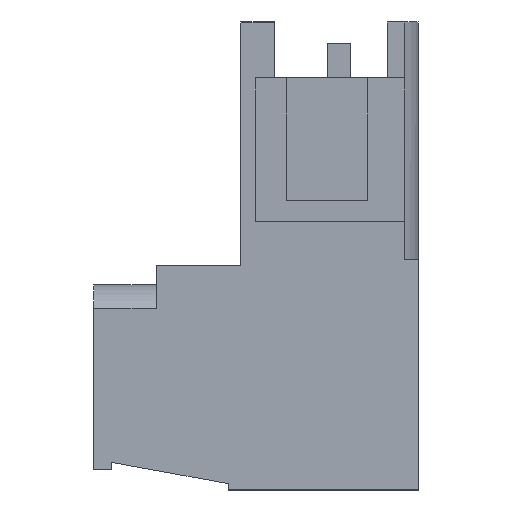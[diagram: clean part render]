
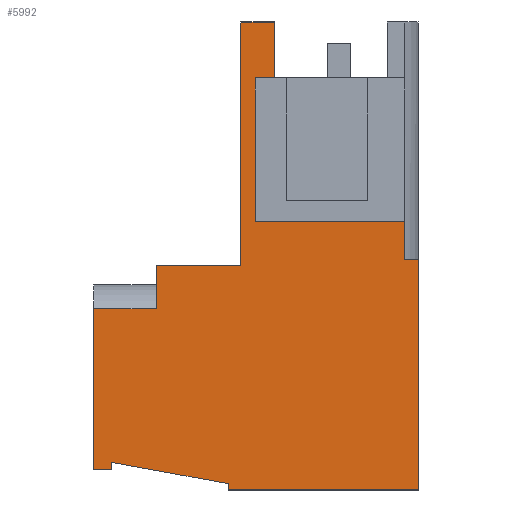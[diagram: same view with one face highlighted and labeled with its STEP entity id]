
A CAD part, left-side view. The second image highlights one B-rep face of the part: STEP entity #5992.
In plain terms, the highlighted planar face has unit normal (-1, 0, 0).
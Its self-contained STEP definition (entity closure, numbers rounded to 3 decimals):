
#2990=AXIS2_PLACEMENT_3D('Plane Axis2P3D',#2987,#2988,#2989) ;
#2972=CARTESIAN_POINT('Vertex',(0.98,6.785,19.415)) ;
#2987=CARTESIAN_POINT('Axis2P3D Location',(0.98,3.66,22.05)) ;
#3092=CARTESIAN_POINT('Vertex',(0.98,0.65,12.635)) ;
#3095=CARTESIAN_POINT('Line Origine',(0.98,0.65,11.743)) ;
#3099=CARTESIAN_POINT('Vertex',(0.98,0.65,10.85)) ;
#3157=CARTESIAN_POINT('Vertex',(0.98,6.785,22.05)) ;
#3160=CARTESIAN_POINT('Line Origine',(0.98,6.785,20.732)) ;
#4071=CARTESIAN_POINT('Line Origine',(0.98,7.23,19.415)) ;
#4075=CARTESIAN_POINT('Vertex',(0.98,7.675,19.415)) ;
#5771=CARTESIAN_POINT('Line Origine',(0.98,0.325,10.85)) ;
#5775=CARTESIAN_POINT('Vertex',(0.98,0.,10.85)) ;
#5870=CARTESIAN_POINT('Vertex',(0.98,7.675,12.635)) ;
#5873=CARTESIAN_POINT('Line Origine',(0.98,4.163,12.635)) ;
#5885=CARTESIAN_POINT('Line Origine',(0.98,7.675,16.025)) ;
#5890=CARTESIAN_POINT('Line Origine',(0.98,7.575,22.05)) ;
#5894=CARTESIAN_POINT('Vertex',(0.98,8.365,22.05)) ;
#5897=CARTESIAN_POINT('Line Origine',(0.98,8.365,16.318)) ;
#5901=CARTESIAN_POINT('Vertex',(0.98,8.365,10.586)) ;
#5904=CARTESIAN_POINT('Line Origine',(0.98,10.358,10.586)) ;
#5908=CARTESIAN_POINT('Vertex',(0.98,12.35,10.586)) ;
#5911=CARTESIAN_POINT('Line Origine',(0.98,12.35,9.568)) ;
#5915=CARTESIAN_POINT('Vertex',(0.98,12.35,8.55)) ;
#5918=CARTESIAN_POINT('Line Origine',(0.98,13.825,8.55)) ;
#5922=CARTESIAN_POINT('Vertex',(0.98,15.3,8.55)) ;
#5925=CARTESIAN_POINT('Line Origine',(0.98,15.3,4.75)) ;
#5929=CARTESIAN_POINT('Vertex',(0.98,15.3,0.95)) ;
#5932=CARTESIAN_POINT('Line Origine',(0.98,14.875,0.95)) ;
#5936=CARTESIAN_POINT('Vertex',(0.98,14.45,0.95)) ;
#5939=CARTESIAN_POINT('Line Origine',(0.98,14.45,1.127)) ;
#5943=CARTESIAN_POINT('Vertex',(0.98,14.45,1.303)) ;
#5946=CARTESIAN_POINT('Line Origine',(0.98,11.705,0.801)) ;
#5950=CARTESIAN_POINT('Vertex',(0.98,8.961,0.299)) ;
#5953=CARTESIAN_POINT('Line Origine',(0.98,8.961,0.149)) ;
#5957=CARTESIAN_POINT('Vertex',(0.98,8.961,0.)) ;
#5960=CARTESIAN_POINT('Line Origine',(0.98,4.48,0.)) ;
#5964=CARTESIAN_POINT('Vertex',(0.98,0.,0.)) ;
#5967=CARTESIAN_POINT('Line Origine',(0.98,0.,5.425)) ;
#2988=DIRECTION('Axis2P3D Direction',(1.,0.,0.)) ;
#2989=DIRECTION('Axis2P3D XDirection',(0.,1.,0.)) ;
#3096=DIRECTION('Vector Direction',(0.,0.,-1.)) ;
#3161=DIRECTION('Vector Direction',(0.,0.,1.)) ;
#4072=DIRECTION('Vector Direction',(0.,-1.,0.)) ;
#5772=DIRECTION('Vector Direction',(0.,-1.,0.)) ;
#5874=DIRECTION('Vector Direction',(0.,-1.,0.)) ;
#5886=DIRECTION('Vector Direction',(0.,0.,-1.)) ;
#5891=DIRECTION('Vector Direction',(0.,-1.,0.)) ;
#5898=DIRECTION('Vector Direction',(0.,0.,-1.)) ;
#5905=DIRECTION('Vector Direction',(0.,-1.,0.)) ;
#5912=DIRECTION('Vector Direction',(0.,0.,1.)) ;
#5919=DIRECTION('Vector Direction',(0.,-1.,0.)) ;
#5926=DIRECTION('Vector Direction',(0.,0.,1.)) ;
#5933=DIRECTION('Vector Direction',(0.,1.,0.)) ;
#5940=DIRECTION('Vector Direction',(0.,0.,-1.)) ;
#5947=DIRECTION('Vector Direction',(0.,-0.984,-0.18)) ;
#5954=DIRECTION('Vector Direction',(0.,0.,-1.)) ;
#5961=DIRECTION('Vector Direction',(0.,-1.,0.)) ;
#5968=DIRECTION('Vector Direction',(0.,0.,-1.)) ;
#3097=VECTOR('Line Direction',#3096,1.) ;
#3162=VECTOR('Line Direction',#3161,1.) ;
#4073=VECTOR('Line Direction',#4072,1.) ;
#5773=VECTOR('Line Direction',#5772,1.) ;
#5875=VECTOR('Line Direction',#5874,1.) ;
#5887=VECTOR('Line Direction',#5886,1.) ;
#5892=VECTOR('Line Direction',#5891,1.) ;
#5899=VECTOR('Line Direction',#5898,1.) ;
#5906=VECTOR('Line Direction',#5905,1.) ;
#5913=VECTOR('Line Direction',#5912,1.) ;
#5920=VECTOR('Line Direction',#5919,1.) ;
#5927=VECTOR('Line Direction',#5926,1.) ;
#5934=VECTOR('Line Direction',#5933,1.) ;
#5941=VECTOR('Line Direction',#5940,1.) ;
#5948=VECTOR('Line Direction',#5947,1.) ;
#5955=VECTOR('Line Direction',#5954,1.) ;
#5962=VECTOR('Line Direction',#5961,1.) ;
#5969=VECTOR('Line Direction',#5968,1.) ;
#5973=ORIENTED_EDGE('',*,*,#5877,.F.) ;
#5974=ORIENTED_EDGE('',*,*,#5889,.T.) ;
#5975=ORIENTED_EDGE('',*,*,#4077,.T.) ;
#5976=ORIENTED_EDGE('',*,*,#3164,.T.) ;
#5977=ORIENTED_EDGE('',*,*,#5896,.F.) ;
#5978=ORIENTED_EDGE('',*,*,#5903,.T.) ;
#5979=ORIENTED_EDGE('',*,*,#5910,.F.) ;
#5980=ORIENTED_EDGE('',*,*,#5917,.F.) ;
#5981=ORIENTED_EDGE('',*,*,#5924,.F.) ;
#5982=ORIENTED_EDGE('',*,*,#5931,.F.) ;
#5983=ORIENTED_EDGE('',*,*,#5938,.F.) ;
#5984=ORIENTED_EDGE('',*,*,#5945,.F.) ;
#5985=ORIENTED_EDGE('',*,*,#5952,.T.) ;
#5986=ORIENTED_EDGE('',*,*,#5959,.T.) ;
#5987=ORIENTED_EDGE('',*,*,#5966,.T.) ;
#5988=ORIENTED_EDGE('',*,*,#5971,.F.) ;
#5989=ORIENTED_EDGE('',*,*,#5777,.F.) ;
#5990=ORIENTED_EDGE('',*,*,#3101,.F.) ;
#5992=ADVANCED_FACE('HOUSING',(#5991),#2991,.F.) ;
#3101=EDGE_CURVE('',#3093,#3100,#3098,.T.) ;
#3164=EDGE_CURVE('',#2973,#3158,#3163,.T.) ;
#4077=EDGE_CURVE('',#4076,#2973,#4074,.T.) ;
#5777=EDGE_CURVE('',#3100,#5776,#5774,.T.) ;
#5877=EDGE_CURVE('',#5871,#3093,#5876,.T.) ;
#5889=EDGE_CURVE('',#5871,#4076,#5888,.F.) ;
#5896=EDGE_CURVE('',#5895,#3158,#5893,.T.) ;
#5903=EDGE_CURVE('',#5895,#5902,#5900,.T.) ;
#5910=EDGE_CURVE('',#5909,#5902,#5907,.T.) ;
#5917=EDGE_CURVE('',#5916,#5909,#5914,.T.) ;
#5924=EDGE_CURVE('',#5923,#5916,#5921,.T.) ;
#5931=EDGE_CURVE('',#5930,#5923,#5928,.T.) ;
#5938=EDGE_CURVE('',#5937,#5930,#5935,.T.) ;
#5945=EDGE_CURVE('',#5944,#5937,#5942,.T.) ;
#5952=EDGE_CURVE('',#5944,#5951,#5949,.T.) ;
#5959=EDGE_CURVE('',#5951,#5958,#5956,.T.) ;
#5966=EDGE_CURVE('',#5958,#5965,#5963,.T.) ;
#5971=EDGE_CURVE('',#5776,#5965,#5970,.T.) ;
#5972=EDGE_LOOP('',(#5973,#5974,#5975,#5976,#5977,#5978,#5979,#5980,#5981,#5982,#5983,#5984,#5985,#5986,#5987,#5988,#5989,#5990)) ;
#5991=FACE_OUTER_BOUND('',#5972,.T.) ;
#3098=LINE('Line',#3095,#3097) ;
#3163=LINE('Line',#3160,#3162) ;
#4074=LINE('Line',#4071,#4073) ;
#5774=LINE('Line',#5771,#5773) ;
#5876=LINE('Line',#5873,#5875) ;
#5888=LINE('Line',#5885,#5887) ;
#5893=LINE('Line',#5890,#5892) ;
#5900=LINE('Line',#5897,#5899) ;
#5907=LINE('Line',#5904,#5906) ;
#5914=LINE('Line',#5911,#5913) ;
#5921=LINE('Line',#5918,#5920) ;
#5928=LINE('Line',#5925,#5927) ;
#5935=LINE('Line',#5932,#5934) ;
#5942=LINE('Line',#5939,#5941) ;
#5949=LINE('Line',#5946,#5948) ;
#5956=LINE('Line',#5953,#5955) ;
#5963=LINE('Line',#5960,#5962) ;
#5970=LINE('Line',#5967,#5969) ;
#2991=PLANE('',#2990) ;
#2973=VERTEX_POINT('',#2972) ;
#3093=VERTEX_POINT('',#3092) ;
#3100=VERTEX_POINT('',#3099) ;
#3158=VERTEX_POINT('',#3157) ;
#4076=VERTEX_POINT('',#4075) ;
#5776=VERTEX_POINT('',#5775) ;
#5871=VERTEX_POINT('',#5870) ;
#5895=VERTEX_POINT('',#5894) ;
#5902=VERTEX_POINT('',#5901) ;
#5909=VERTEX_POINT('',#5908) ;
#5916=VERTEX_POINT('',#5915) ;
#5923=VERTEX_POINT('',#5922) ;
#5930=VERTEX_POINT('',#5929) ;
#5937=VERTEX_POINT('',#5936) ;
#5944=VERTEX_POINT('',#5943) ;
#5951=VERTEX_POINT('',#5950) ;
#5958=VERTEX_POINT('',#5957) ;
#5965=VERTEX_POINT('',#5964) ;
